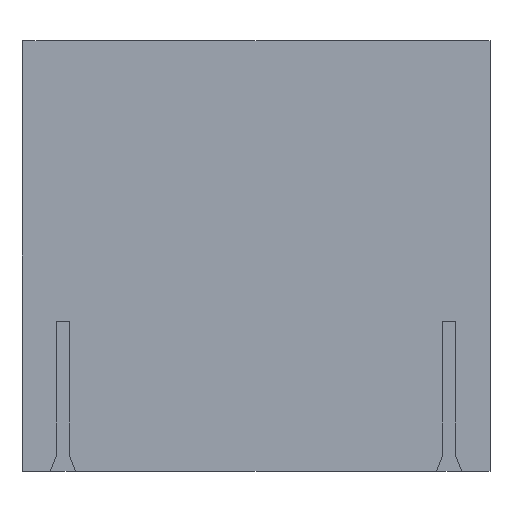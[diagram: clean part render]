
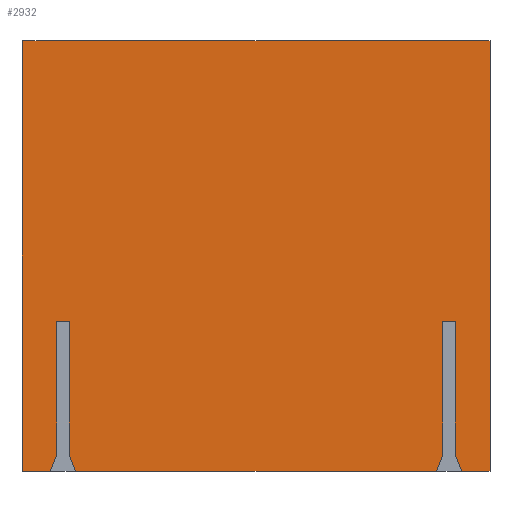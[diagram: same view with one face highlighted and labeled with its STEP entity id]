
A CAD part, front view. The second image highlights one B-rep face of the part: STEP entity #2932.
In plain terms, the highlighted planar face has unit normal (0, -1, 0).
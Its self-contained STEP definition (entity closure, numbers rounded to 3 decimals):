
#143=FACE_OUTER_BOUND('',#306,.T.);
#306=EDGE_LOOP('',(#2195,#2196,#2197,#2198,#2199,#2200,#2201,#2202,#2203,
#2204,#2205,#2206,#2207,#2208,#2209,#2210));
#446=LINE('',#4124,#831);
#491=LINE('',#4215,#876);
#497=LINE('',#4227,#882);
#503=LINE('',#4238,#888);
#548=LINE('',#4330,#933);
#570=LINE('',#4375,#955);
#577=LINE('',#4390,#962);
#582=LINE('',#4400,#967);
#584=LINE('',#4404,#969);
#587=LINE('',#4408,#972);
#588=LINE('',#4412,#973);
#589=LINE('',#4414,#974);
#590=LINE('',#4416,#975);
#591=LINE('',#4418,#976);
#592=LINE('',#4419,#977);
#593=LINE('',#4420,#978);
#831=VECTOR('',#3319,10.);
#876=VECTOR('',#3370,10.);
#882=VECTOR('',#3376,10.);
#888=VECTOR('',#3382,10.);
#933=VECTOR('',#3469,10.);
#955=VECTOR('',#3515,10.);
#962=VECTOR('',#3528,10.);
#967=VECTOR('',#3537,10.);
#969=VECTOR('',#3541,10.);
#972=VECTOR('',#3546,10.);
#973=VECTOR('',#3551,10.);
#974=VECTOR('',#3552,10.);
#975=VECTOR('',#3553,10.);
#976=VECTOR('',#3554,10.);
#977=VECTOR('',#3555,10.);
#978=VECTOR('',#3556,10.);
#1206=VERTEX_POINT('',#4121);
#1207=VERTEX_POINT('',#4123);
#1249=VERTEX_POINT('',#4212);
#1250=VERTEX_POINT('',#4214);
#1255=VERTEX_POINT('',#4224);
#1256=VERTEX_POINT('',#4226);
#1261=VERTEX_POINT('',#4236);
#1287=VERTEX_POINT('',#4328);
#1298=VERTEX_POINT('',#4373);
#1303=VERTEX_POINT('',#4389);
#1306=VERTEX_POINT('',#4399);
#1307=VERTEX_POINT('',#4403);
#1308=VERTEX_POINT('',#4411);
#1309=VERTEX_POINT('',#4413);
#1310=VERTEX_POINT('',#4415);
#1311=VERTEX_POINT('',#4417);
#1486=EDGE_CURVE('',#1207,#1206,#446,.T.);
#1532=EDGE_CURVE('',#1250,#1249,#491,.T.);
#1538=EDGE_CURVE('',#1256,#1255,#497,.T.);
#1544=EDGE_CURVE('',#1206,#1261,#503,.T.);
#1590=EDGE_CURVE('',#1249,#1287,#548,.T.);
#1612=EDGE_CURVE('',#1261,#1298,#570,.T.);
#1619=EDGE_CURVE('',#1303,#1256,#577,.T.);
#1624=EDGE_CURVE('',#1306,#1303,#582,.T.);
#1626=EDGE_CURVE('',#1307,#1306,#584,.T.);
#1629=EDGE_CURVE('',#1298,#1307,#587,.T.);
#1630=EDGE_CURVE('',#1255,#1308,#588,.T.);
#1631=EDGE_CURVE('',#1308,#1309,#589,.T.);
#1632=EDGE_CURVE('',#1309,#1310,#590,.T.);
#1633=EDGE_CURVE('',#1310,#1311,#591,.T.);
#1634=EDGE_CURVE('',#1311,#1250,#592,.T.);
#1635=EDGE_CURVE('',#1287,#1207,#593,.T.);
#2195=ORIENTED_EDGE('',*,*,#1612,.T.);
#2196=ORIENTED_EDGE('',*,*,#1629,.T.);
#2197=ORIENTED_EDGE('',*,*,#1626,.T.);
#2198=ORIENTED_EDGE('',*,*,#1624,.T.);
#2199=ORIENTED_EDGE('',*,*,#1619,.T.);
#2200=ORIENTED_EDGE('',*,*,#1538,.T.);
#2201=ORIENTED_EDGE('',*,*,#1630,.T.);
#2202=ORIENTED_EDGE('',*,*,#1631,.T.);
#2203=ORIENTED_EDGE('',*,*,#1632,.T.);
#2204=ORIENTED_EDGE('',*,*,#1633,.T.);
#2205=ORIENTED_EDGE('',*,*,#1634,.T.);
#2206=ORIENTED_EDGE('',*,*,#1532,.T.);
#2207=ORIENTED_EDGE('',*,*,#1590,.T.);
#2208=ORIENTED_EDGE('',*,*,#1635,.T.);
#2209=ORIENTED_EDGE('',*,*,#1486,.T.);
#2210=ORIENTED_EDGE('',*,*,#1544,.T.);
#2798=PLANE('',#3117);
#2932=ADVANCED_FACE('',(#143),#2798,.T.);
#3117=AXIS2_PLACEMENT_3D('',#4410,#3549,#3550);
#3319=DIRECTION('',(0.,0.,-1.));
#3370=DIRECTION('',(1.,0.,0.));
#3376=DIRECTION('',(1.,0.,0.));
#3382=DIRECTION('',(1.,0.,0.));
#3469=DIRECTION('',(0.,0.,1.));
#3515=DIRECTION('',(0.371,0.,0.928));
#3528=DIRECTION('',(0.371,0.,-0.928));
#3537=DIRECTION('',(0.,0.,-1.));
#3541=DIRECTION('',(1.,0.,0.));
#3546=DIRECTION('',(0.,0.,1.));
#3549=DIRECTION('center_axis',(0.,-1.,0.));
#3550=DIRECTION('ref_axis',(0.,0.,-1.));
#3551=DIRECTION('',(0.371,0.,0.928));
#3552=DIRECTION('',(0.,0.,1.));
#3553=DIRECTION('',(1.,0.,0.));
#3554=DIRECTION('',(0.,0.,-1.));
#3555=DIRECTION('',(0.371,0.,-0.928));
#3556=DIRECTION('',(-1.,0.,0.));
#4121=CARTESIAN_POINT('',(-73.06,-74.64,-67.2));
#4123=CARTESIAN_POINT('',(-73.06,-74.64,67.2));
#4124=CARTESIAN_POINT('',(-73.06,-74.64,67.2));
#4212=CARTESIAN_POINT('',(73.06,-74.64,-67.2));
#4214=CARTESIAN_POINT('',(64.274,-74.64,-67.2));
#4215=CARTESIAN_POINT('',(-73.06,-74.64,-67.2));
#4224=CARTESIAN_POINT('',(56.274,-74.64,-67.2));
#4226=CARTESIAN_POINT('',(-56.274,-74.64,-67.2));
#4227=CARTESIAN_POINT('',(-73.06,-74.64,-67.2));
#4236=CARTESIAN_POINT('',(-64.274,-74.64,-67.2));
#4238=CARTESIAN_POINT('',(-73.06,-74.64,-67.2));
#4328=CARTESIAN_POINT('',(73.06,-74.64,67.2));
#4330=CARTESIAN_POINT('',(73.06,-74.64,-67.2));
#4373=CARTESIAN_POINT('',(-62.274,-74.64,-62.2));
#4375=CARTESIAN_POINT('',(-48.256,-74.64,-27.153));
#4389=CARTESIAN_POINT('',(-58.274,-74.64,-62.2));
#4390=CARTESIAN_POINT('',(-64.979,-74.64,-45.436));
#4399=CARTESIAN_POINT('',(-58.274,-74.64,-20.4));
#4400=CARTESIAN_POINT('',(-58.274,-74.64,-10.2));
#4403=CARTESIAN_POINT('',(-62.274,-74.64,-20.4));
#4404=CARTESIAN_POINT('',(-31.137,-74.64,-20.4));
#4408=CARTESIAN_POINT('',(-62.274,-74.64,-31.1));
#4410=CARTESIAN_POINT('Origin',(0.,-74.64,0.));
#4411=CARTESIAN_POINT('',(58.274,-74.64,-62.2));
#4412=CARTESIAN_POINT('',(64.979,-74.64,-45.436));
#4413=CARTESIAN_POINT('',(58.274,-74.64,-20.4));
#4414=CARTESIAN_POINT('',(58.274,-74.64,-10.2));
#4415=CARTESIAN_POINT('',(62.274,-74.64,-20.4));
#4416=CARTESIAN_POINT('',(31.137,-74.64,-20.4));
#4417=CARTESIAN_POINT('',(62.274,-74.64,-62.2));
#4418=CARTESIAN_POINT('',(62.274,-74.64,-31.1));
#4419=CARTESIAN_POINT('',(48.256,-74.64,-27.153));
#4420=CARTESIAN_POINT('',(73.06,-74.64,67.2));
